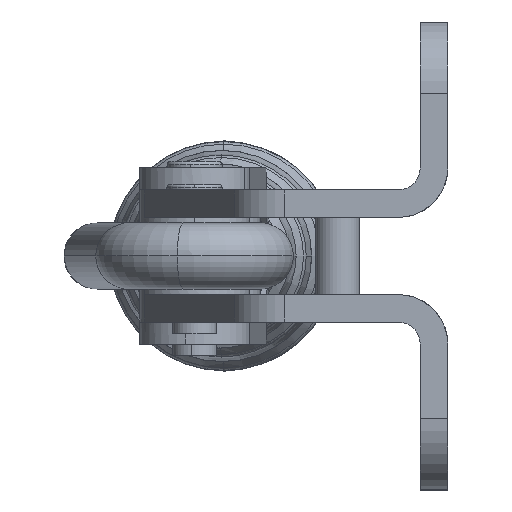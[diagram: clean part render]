
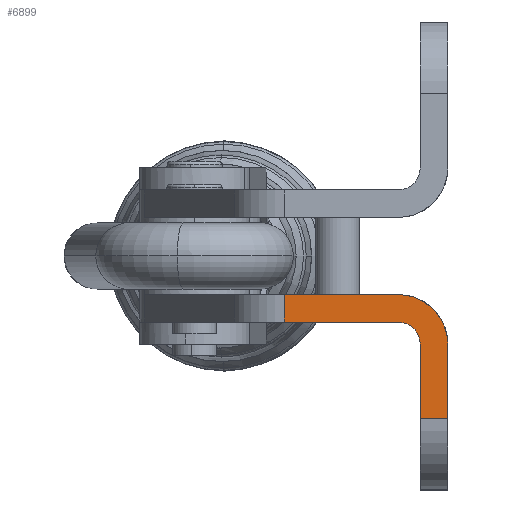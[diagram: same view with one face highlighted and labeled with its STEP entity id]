
A CAD part, left-side view. The second image highlights one B-rep face of the part: STEP entity #6899.
In plain terms, the highlighted planar face has unit normal (-1, 0, 0).
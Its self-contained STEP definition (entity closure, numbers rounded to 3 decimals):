
#6693=CARTESIAN_POINT('',(-148.875,7.368,-6.32));
#6694=VERTEX_POINT('',#6693);
#6701=CARTESIAN_POINT('',(-148.869,28.046,-6.32));
#6702=VERTEX_POINT('',#6701);
#6703=CARTESIAN_POINT('',(-148.869,28.046,-6.32));
#6704=DIRECTION('',(0.,-1.,0.));
#6705=VECTOR('',#6704,20.679);
#6706=LINE('',#6703,#6705);
#6707=EDGE_CURVE('',#6702,#6694,#6706,.T.);
#6823=CARTESIAN_POINT('',(-148.869,28.046,-1.32));
#6824=VERTEX_POINT('',#6823);
#6825=CARTESIAN_POINT('',(-148.869,28.046,-1.32));
#6826=DIRECTION('',(0.0,0.0,-1.0));
#6827=VECTOR('',#6826,5.);
#6828=LINE('',#6825,#6827);
#6829=EDGE_CURVE('',#6824,#6702,#6828,.T.);
#6842=CARTESIAN_POINT('',(-148.869,28.046,-1.32));
#6843=DIRECTION('',(-1.,0.,0.));
#6844=DIRECTION('',(0.0,0.0,1.0));
#6845=AXIS2_PLACEMENT_3D('',#6842,#6843,#6844);
#6846=PLANE('',#6845);
#6847=CARTESIAN_POINT('',(-148.875,7.368,-1.32));
#6848=VERTEX_POINT('',#6847);
#6849=CARTESIAN_POINT('',(-148.875,7.368,-1.32));
#6850=DIRECTION('',(0.,1.,0.));
#6851=VECTOR('',#6850,20.679);
#6852=LINE('',#6849,#6851);
#6853=EDGE_CURVE('',#6848,#6824,#6852,.T.);
#6854=ORIENTED_EDGE('',*,*,#6853,.T.);
#6855=ORIENTED_EDGE('',*,*,#6829,.T.);
#6856=ORIENTED_EDGE('',*,*,#6707,.T.);
#6857=CARTESIAN_POINT('',(-148.876,3.368,-10.32));
#6858=VERTEX_POINT('',#6857);
#6859=CARTESIAN_POINT('',(-148.875,7.368,-10.32));
#6860=DIRECTION('',(-1.,0.,0.));
#6861=DIRECTION('',(0.,-1.,0.));
#6862=AXIS2_PLACEMENT_3D('',#6859,#6860,#6861);
#6863=CIRCLE('',#6862,4.);
#6864=EDGE_CURVE('',#6858,#6694,#6863,.T.);
#6865=ORIENTED_EDGE('',*,*,#6864,.F.);
#6866=CARTESIAN_POINT('',(-148.876,3.368,-23.82));
#6867=VERTEX_POINT('',#6866);
#6868=CARTESIAN_POINT('',(-148.876,3.368,-10.32));
#6869=DIRECTION('',(0.0,0.0,-1.0));
#6870=VECTOR('',#6869,13.5);
#6871=LINE('',#6868,#6870);
#6872=EDGE_CURVE('',#6858,#6867,#6871,.T.);
#6873=ORIENTED_EDGE('',*,*,#6872,.T.);
#6874=CARTESIAN_POINT('',(-148.878,-1.632,-23.82));
#6875=VERTEX_POINT('',#6874);
#6876=CARTESIAN_POINT('',(-148.878,-1.632,-23.82));
#6877=DIRECTION('',(0.,1.,0.0));
#6878=VECTOR('',#6877,5.0);
#6879=LINE('',#6876,#6878);
#6880=EDGE_CURVE('',#6875,#6867,#6879,.T.);
#6881=ORIENTED_EDGE('',*,*,#6880,.F.);
#6882=CARTESIAN_POINT('',(-148.878,-1.632,-10.32));
#6883=VERTEX_POINT('',#6882);
#6884=CARTESIAN_POINT('',(-148.878,-1.632,-23.82));
#6885=DIRECTION('',(0.0,0.0,1.0));
#6886=VECTOR('',#6885,13.5);
#6887=LINE('',#6884,#6886);
#6888=EDGE_CURVE('',#6875,#6883,#6887,.T.);
#6889=ORIENTED_EDGE('',*,*,#6888,.T.);
#6890=CARTESIAN_POINT('',(-148.875,7.368,-10.32));
#6891=DIRECTION('',(1.,0.,0.));
#6892=DIRECTION('',(0.,-1.,0.));
#6893=AXIS2_PLACEMENT_3D('',#6890,#6891,#6892);
#6894=CIRCLE('',#6893,9.0);
#6895=EDGE_CURVE('',#6848,#6883,#6894,.T.);
#6896=ORIENTED_EDGE('',*,*,#6895,.F.);
#6897=EDGE_LOOP('',(#6854,#6855,#6856,#6865,#6873,#6881,#6889,#6896));
#6898=FACE_OUTER_BOUND('',#6897,.T.);
#6899=ADVANCED_FACE('',(#6898),#6846,.T.);
